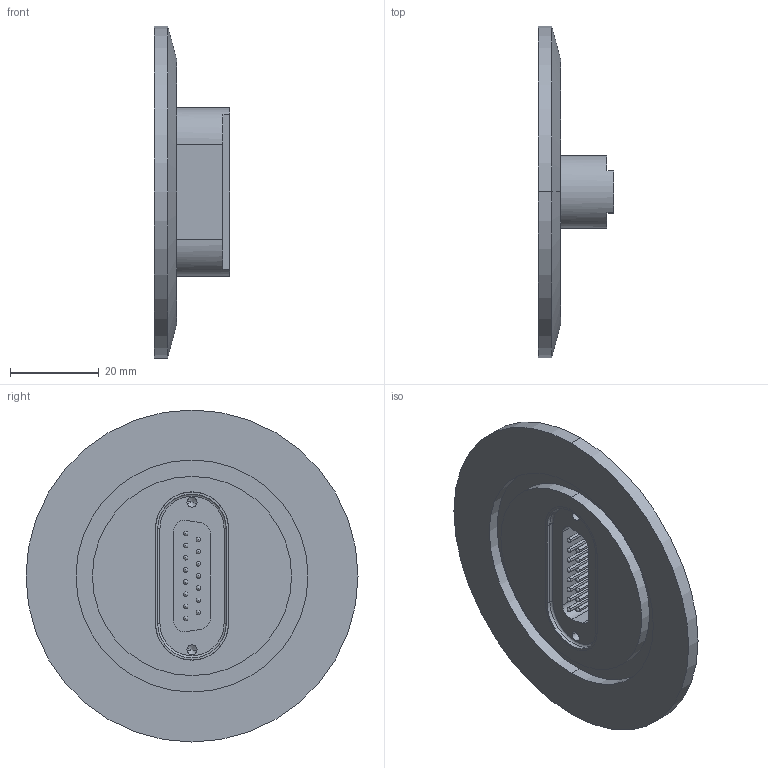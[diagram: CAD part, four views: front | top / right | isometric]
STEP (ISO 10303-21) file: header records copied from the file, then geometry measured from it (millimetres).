
FILE_DESCRIPTION (( 'STEP AP214' ), '1' );
FILE_NAME ('210-D15-K50.step', '2025-02-17T20:24:09', ( '' ), ( '' ), 'SwSTEP 2.0', 'SolidWorks 2022', '' );
FILE_SCHEMA (( 'AUTOMOTIVE_DESIGN' ));
Length unit declared in the file: millimetre
Products named in the file (5): 210-D15-K50; 9210-D15-K50_DN50 KF; 9218-D9-37-SS-V22_15pin ohne Logo; 9210-PIN-FENI_Pin vergoldet; 218-D9-37-SS_218-D15-SS-NL
Assembly tree (18 placements, depth 3):
  210-D15-K50
    9210-D15-K50_DN50 KF
    218-D9-37-SS_218-D15-SS-NL
      9218-D9-37-SS-V22_15pin ohne Logo
      9210-PIN-FENI_Pin vergoldet  x15
Bounding box: 17 x 75 x 75 mm (x, y, z)
Volume: 22323.8 mm3; surface area: 14396.6 mm2
Topology: 17 solids, 17 shells, 249 faces, 682 edges, 446 vertices
Faces by surface type: cylinder 91, plane 89, sphere 30, bspline 27, cone 10, torus 2
Entity records: 7914 total; most frequent: CARTESIAN_POINT 2816, ORIENTED_EDGE 1000, DIRECTION 956, EDGE_CURVE 500, VERTEX_POINT 330, AXIS2_PLACEMENT_3D 322, VECTOR 312, LINE 312
